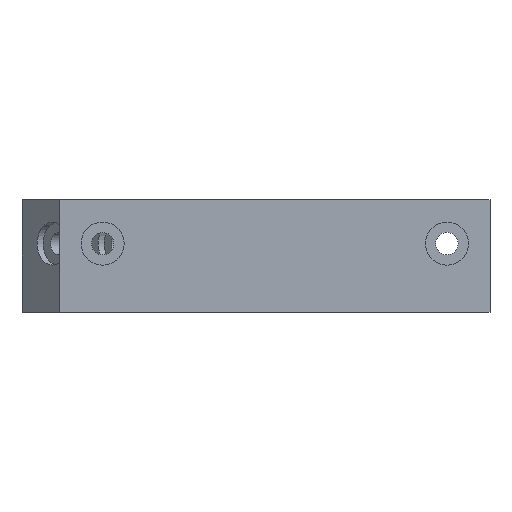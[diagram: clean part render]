
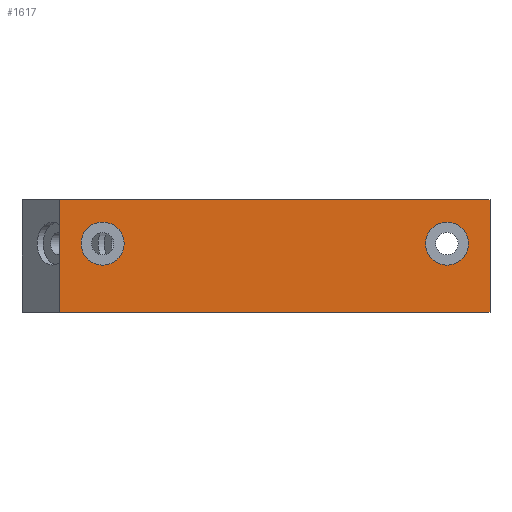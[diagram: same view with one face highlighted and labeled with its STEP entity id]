
A CAD part, front view. The second image highlights one B-rep face of the part: STEP entity #1617.
In plain terms, the highlighted planar face has unit normal (0, -1, 0).
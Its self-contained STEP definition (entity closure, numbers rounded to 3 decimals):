
#55=FACE_BOUND('',#332,.T.);
#56=FACE_BOUND('',#333,.T.);
#115=PLANE('',#1775);
#203=FACE_OUTER_BOUND('',#331,.T.);
#331=EDGE_LOOP('',(#1473,#1474,#1475,#1476));
#332=EDGE_LOOP('',(#1477));
#333=EDGE_LOOP('',(#1478));
#364=LINE('',#2343,#524);
#432=LINE('',#2551,#592);
#453=LINE('',#2593,#613);
#494=LINE('',#2674,#654);
#524=VECTOR('',#1898,10.);
#592=VECTOR('',#2118,10.);
#613=VECTOR('',#2141,10.);
#654=VECTOR('',#2224,10.);
#684=CIRCLE('',#1703,5.);
#687=CIRCLE('',#1708,5.);
#750=VERTEX_POINT('',#2340);
#751=VERTEX_POINT('',#2342);
#788=VERTEX_POINT('',#2456);
#791=VERTEX_POINT('',#2465);
#815=VERTEX_POINT('',#2550);
#835=VERTEX_POINT('',#2592);
#908=EDGE_CURVE('',#751,#750,#364,.T.);
#965=EDGE_CURVE('',#788,#788,#684,.T.);
#969=EDGE_CURVE('',#791,#791,#687,.T.);
#1008=EDGE_CURVE('',#751,#815,#432,.T.);
#1029=EDGE_CURVE('',#835,#815,#453,.T.);
#1070=EDGE_CURVE('',#835,#750,#494,.T.);
#1473=ORIENTED_EDGE('',*,*,#908,.T.);
#1474=ORIENTED_EDGE('',*,*,#1070,.F.);
#1475=ORIENTED_EDGE('',*,*,#1029,.T.);
#1476=ORIENTED_EDGE('',*,*,#1008,.F.);
#1477=ORIENTED_EDGE('',*,*,#965,.T.);
#1478=ORIENTED_EDGE('',*,*,#969,.T.);
#1617=ADVANCED_FACE('',(#203,#55,#56),#115,.T.);
#1703=AXIS2_PLACEMENT_3D('',#2457,#2000,#2001);
#1708=AXIS2_PLACEMENT_3D('',#2466,#2011,#2012);
#1775=AXIS2_PLACEMENT_3D('',#2673,#2222,#2223);
#1898=DIRECTION('',(1.,0.,0.));
#2000=DIRECTION('center_axis',(0.,1.,0.));
#2001=DIRECTION('ref_axis',(1.,0.,0.));
#2011=DIRECTION('center_axis',(0.,1.,0.));
#2012=DIRECTION('ref_axis',(1.,0.,0.));
#2118=DIRECTION('',(0.,0.,1.));
#2141=DIRECTION('',(-1.,0.,0.));
#2222=DIRECTION('center_axis',(0.,-1.,0.));
#2223=DIRECTION('ref_axis',(0.,0.,-1.));
#2224=DIRECTION('',(0.,0.,-1.));
#2340=CARTESIAN_POINT('',(54.,-56.5,0.));
#2342=CARTESIAN_POINT('',(-46.,-56.5,0.));
#2343=CARTESIAN_POINT('',(0.,-56.5,0.));
#2456=CARTESIAN_POINT('',(-41.,-56.5,15.95));
#2457=CARTESIAN_POINT('Origin',(-36.,-56.5,15.95));
#2465=CARTESIAN_POINT('',(39.,-56.5,15.95));
#2466=CARTESIAN_POINT('Origin',(44.,-56.5,15.95));
#2550=CARTESIAN_POINT('',(-46.,-56.5,26.15));
#2551=CARTESIAN_POINT('',(-46.,-56.5,0.16));
#2592=CARTESIAN_POINT('',(54.,-56.5,26.15));
#2593=CARTESIAN_POINT('',(0.,-56.5,26.15));
#2673=CARTESIAN_POINT('Origin',(0.,-56.5,26.15));
#2674=CARTESIAN_POINT('',(54.,-56.5,0.16));
